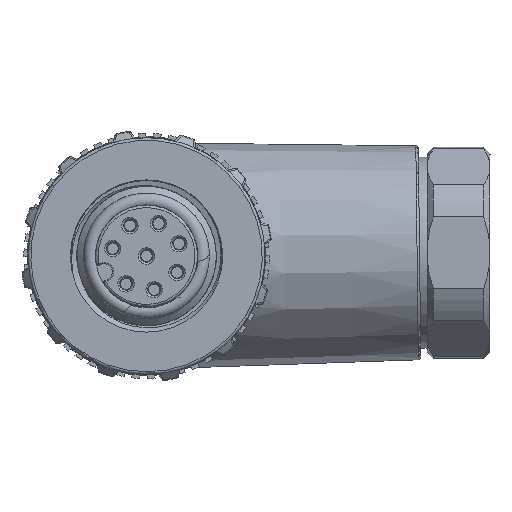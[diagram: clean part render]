
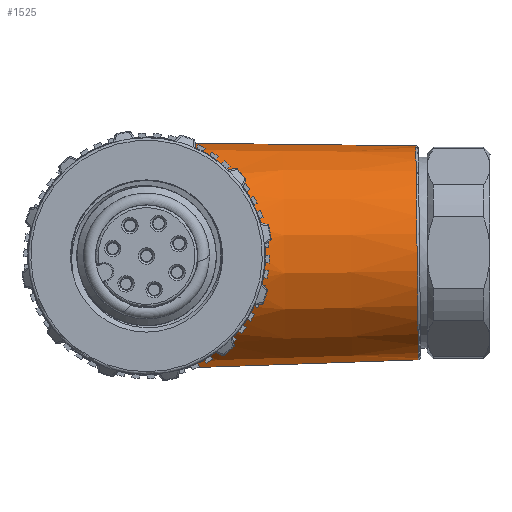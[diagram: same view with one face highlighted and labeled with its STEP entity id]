
A CAD part, left-side view. The second image highlights one B-rep face of the part: STEP entity #1525.
In plain terms, the highlighted conical face has half-angle 1.321 degrees and reference radius 8.994 mm.
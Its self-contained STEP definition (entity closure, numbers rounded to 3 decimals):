
#675=CONICAL_SURFACE('',#11248,8.994,1.321);
#844=CIRCLE('',#11225,8.505);
#861=CIRCLE('',#11247,8.505);
#1525=ADVANCED_FACE('',(#2422),#675,.T.);
#2422=FACE_OUTER_BOUND('',#3042,.T.);
#3042=EDGE_LOOP('',(#5158,#5159,#5160,#5161,#5162,#5163,#5164,#5165));
#3808=LINE('',#16485,#4455);
#3809=LINE('',#16487,#4456);
#3810=LINE('',#16488,#4457);
#3811=LINE('',#16490,#4458);
#4455=VECTOR('',#12591,1.);
#4456=VECTOR('',#12592,1.);
#4457=VECTOR('',#12593,1.);
#4458=VECTOR('',#12594,1.);
#5158=ORIENTED_EDGE('',*,*,#9414,.T.);
#5159=ORIENTED_EDGE('',*,*,#9387,.T.);
#5160=ORIENTED_EDGE('',*,*,#9415,.T.);
#5161=ORIENTED_EDGE('',*,*,#9416,.T.);
#5162=ORIENTED_EDGE('',*,*,#9408,.F.);
#5163=ORIENTED_EDGE('',*,*,#9412,.F.);
#5164=ORIENTED_EDGE('',*,*,#9417,.T.);
#5165=ORIENTED_EDGE('',*,*,#9418,.F.);
#8356=VERTEX_POINT('',#16386);
#8357=VERTEX_POINT('',#16387);
#8376=VERTEX_POINT('',#16441);
#8377=VERTEX_POINT('',#16458);
#8379=VERTEX_POINT('',#16464);
#8380=VERTEX_POINT('',#16484);
#8381=VERTEX_POINT('',#16486);
#8382=VERTEX_POINT('',#16489);
#9387=EDGE_CURVE('',#8356,#8357,#844,.T.);
#9408=EDGE_CURVE('',#8376,#8377,#11004,.T.);
#9412=EDGE_CURVE('',#8379,#8376,#11005,.T.);
#9414=EDGE_CURVE('',#8380,#8356,#861,.T.);
#9415=EDGE_CURVE('',#8357,#8381,#3808,.T.);
#9416=EDGE_CURVE('',#8381,#8377,#3809,.T.);
#9417=EDGE_CURVE('',#8379,#8382,#3810,.T.);
#9418=EDGE_CURVE('',#8380,#8382,#3811,.T.);
#11004=B_SPLINE_CURVE_WITH_KNOTS('',3,(#16442,#16443,#16444,#16445,#16446,
#16447,#16448,#16449,#16450,#16451,#16452,#16453,#16454,#16455,#16456,#16457),
 .UNSPECIFIED.,.F.,.F.,(4,2,2,2,2,2,2,4),(0.,0.25,0.5,0.75,
0.875,0.938,0.969,1.),.UNSPECIFIED.);
#11005=B_SPLINE_CURVE_WITH_KNOTS('',3,(#16465,#16466,#16467,#16468,#16469,
#16470,#16471,#16472,#16473,#16474,#16475,#16476,#16477,#16478,#16479,#16480),
 .UNSPECIFIED.,.F.,.F.,(4,2,2,2,2,2,2,4),(0.,0.031,0.062,
0.125,0.25,0.5,0.75,1.),.UNSPECIFIED.);
#11225=AXIS2_PLACEMENT_3D('',#16385,#12541,#12542);
#11247=AXIS2_PLACEMENT_3D('',#16483,#12589,#12590);
#11248=AXIS2_PLACEMENT_3D('',#16491,#12595,#12596);
#12541=DIRECTION('',(0.,1.,-0.012));
#12542=DIRECTION('',(0.,0.012,1.));
#12589=DIRECTION('',(0.,1.,-0.012));
#12590=DIRECTION('',(0.,0.012,1.));
#12591=DIRECTION('',(0.,1.,0.011));
#12592=DIRECTION('',(0.,1.,0.011));
#12593=DIRECTION('',(0.,-0.999,0.035));
#12594=DIRECTION('',(0.,0.999,-0.035));
#12595=DIRECTION('',(0.,1.,-0.012));
#12596=DIRECTION('',(0.,-0.012,-1.));
#16385=CARTESIAN_POINT('',(31.9,-21.503,0.253));
#16386=CARTESIAN_POINT('',(31.805,-21.603,-8.25));
#16387=CARTESIAN_POINT('',(31.9,-21.403,8.757));
#16441=CARTESIAN_POINT('',(23.107,-8.999,0.106));
#16442=CARTESIAN_POINT('',(23.107,-8.999,0.106));
#16443=CARTESIAN_POINT('',(23.107,-8.983,1.521));
#16444=CARTESIAN_POINT('',(23.451,-8.623,2.88));
#16445=CARTESIAN_POINT('',(24.573,-7.474,5.175));
#16446=CARTESIAN_POINT('',(25.33,-6.707,6.105));
#16447=CARTESIAN_POINT('',(27.016,-5.005,7.564));
#16448=CARTESIAN_POINT('',(27.923,-4.092,8.081));
#16449=CARTESIAN_POINT('',(29.359,-2.654,8.615));
#16450=CARTESIAN_POINT('',(29.846,-2.166,8.75));
#16451=CARTESIAN_POINT('',(30.586,-1.43,8.889));
#16452=CARTESIAN_POINT('',(30.833,-1.184,8.925));
#16453=CARTESIAN_POINT('',(31.209,-0.818,8.964));
#16454=CARTESIAN_POINT('',(31.335,-0.696,8.974));
#16455=CARTESIAN_POINT('',(31.593,-0.46,8.989));
#16456=CARTESIAN_POINT('',(31.718,-0.294,8.995));
#16457=CARTESIAN_POINT('',(31.9,-0.294,8.995));
#16458=CARTESIAN_POINT('',(31.9,-0.294,8.995));
#16464=CARTESIAN_POINT('',(31.9,-0.506,-8.986));
#16465=CARTESIAN_POINT('',(31.9,-0.506,-8.986));
#16466=CARTESIAN_POINT('',(31.721,-0.506,-8.986));
#16467=CARTESIAN_POINT('',(31.595,-0.67,-8.976));
#16468=CARTESIAN_POINT('',(31.337,-0.906,-8.955));
#16469=CARTESIAN_POINT('',(31.211,-1.027,-8.942));
#16470=CARTESIAN_POINT('',(30.835,-1.393,-8.895));
#16471=CARTESIAN_POINT('',(30.588,-1.637,-8.853));
#16472=CARTESIAN_POINT('',(29.851,-2.367,-8.697));
#16473=CARTESIAN_POINT('',(29.366,-2.848,-8.553));
#16474=CARTESIAN_POINT('',(27.93,-4.275,-7.986));
#16475=CARTESIAN_POINT('',(27.019,-5.179,-7.444));
#16476=CARTESIAN_POINT('',(25.345,-6.834,-5.96));
#16477=CARTESIAN_POINT('',(24.582,-7.586,-5.012));
#16478=CARTESIAN_POINT('',(23.451,-8.689,-2.678));
#16479=CARTESIAN_POINT('',(23.107,-9.016,-1.31));
#16480=CARTESIAN_POINT('',(23.107,-8.999,0.106));
#16483=CARTESIAN_POINT('',(31.9,-21.503,0.253));
#16484=CARTESIAN_POINT('',(31.9,-21.603,-8.25));
#16485=CARTESIAN_POINT('',(31.9,-0.167,8.997));
#16486=CARTESIAN_POINT('',(31.9,-3.149,8.963));
#16487=CARTESIAN_POINT('',(31.9,-10.849,8.876));
#16488=CARTESIAN_POINT('',(31.9,-11.055,-8.618));
#16489=CARTESIAN_POINT('',(31.9,-3.359,-8.886));
#16490=CARTESIAN_POINT('',(31.9,-0.379,-8.99));
#16491=CARTESIAN_POINT('',(31.9,-0.273,0.003));
